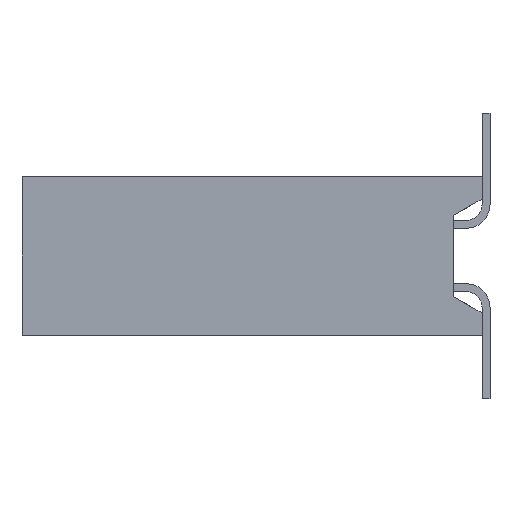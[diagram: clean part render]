
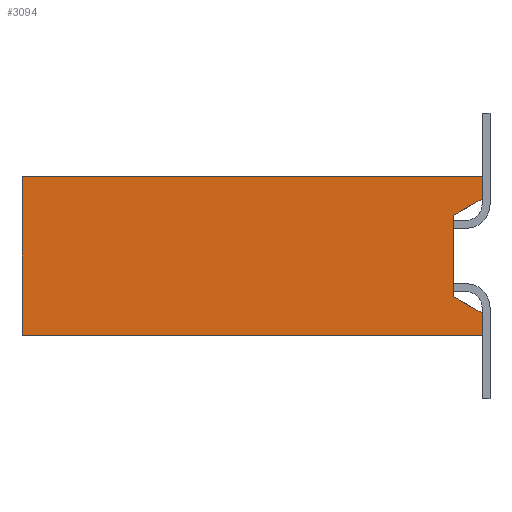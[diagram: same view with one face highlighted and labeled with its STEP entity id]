
A CAD part, left-side view. The second image highlights one B-rep face of the part: STEP entity #3094.
In plain terms, the highlighted planar face has unit normal (-1, 0, 0).
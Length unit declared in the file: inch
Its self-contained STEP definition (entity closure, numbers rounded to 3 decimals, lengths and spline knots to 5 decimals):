
#527=ORIENTED_EDGE('',*,*,#1219,.F.);
#528=ORIENTED_EDGE('',*,*,#1105,.T.);
#529=ORIENTED_EDGE('',*,*,#1161,.F.);
#530=ORIENTED_EDGE('',*,*,#1251,.F.);
#531=ORIENTED_EDGE('',*,*,#1155,.T.);
#532=ORIENTED_EDGE('',*,*,#1125,.T.);
#533=ORIENTED_EDGE('',*,*,#1250,.F.);
#534=ORIENTED_EDGE('',*,*,#1252,.F.);
#1105=EDGE_CURVE('',#1502,#1501,#1829,.T.);
#1125=EDGE_CURVE('',#1522,#1521,#1849,.T.);
#1155=EDGE_CURVE('',#1547,#1522,#1879,.T.);
#1161=EDGE_CURVE('',#1551,#1501,#1885,.T.);
#1219=EDGE_CURVE('',#1502,#1600,#1943,.T.);
#1250=EDGE_CURVE('',#1626,#1521,#1974,.T.);
#1251=EDGE_CURVE('',#1547,#1551,#1975,.T.);
#1252=EDGE_CURVE('',#1600,#1626,#1976,.T.);
#1501=VERTEX_POINT('',#4469);
#1502=VERTEX_POINT('',#4471);
#1521=VERTEX_POINT('',#4514);
#1522=VERTEX_POINT('',#4516);
#1547=VERTEX_POINT('',#4572);
#1551=VERTEX_POINT('',#4582);
#1600=VERTEX_POINT('',#4697);
#1626=VERTEX_POINT('',#4764);
#1829=LINE('',#4470,#2257);
#1849=LINE('',#4515,#2277);
#1879=LINE('',#4571,#2307);
#1885=LINE('',#4583,#2313);
#1943=LINE('',#4699,#2371);
#1974=LINE('',#4765,#2402);
#1975=LINE('',#4767,#2403);
#1976=LINE('',#4768,#2404);
#2257=VECTOR('',#3654,39.37008);
#2277=VECTOR('',#3684,39.37008);
#2307=VECTOR('',#3716,39.37008);
#2313=VECTOR('',#3724,39.37008);
#2371=VECTOR('',#3800,39.37008);
#2402=VECTOR('',#3849,39.37008);
#2403=VECTOR('',#3852,39.37008);
#2404=VECTOR('',#3853,39.37008);
#2619=EDGE_LOOP('',(#527,#528,#529,#530,#531,#532,#533,#534));
#2785=FACE_BOUND('',#2619,.T.);
#2941=PLANE('',#3290);
#3094=ADVANCED_FACE('',(#2785),#2941,.F.);
#3290=AXIS2_PLACEMENT_3D('',#4766,#3850,#3851);
#3654=DIRECTION('',(0.,0.,1.));
#3684=DIRECTION('',(0.,0.,1.));
#3716=DIRECTION('',(0.,-1.,0.));
#3724=DIRECTION('',(0.,-1.,0.));
#3800=DIRECTION('',(0.,0.866,-0.5));
#3849=DIRECTION('',(0.,-0.866,-0.5));
#3850=DIRECTION('',(1.,0.,0.));
#3851=DIRECTION('',(0.,0.,-1.));
#3852=DIRECTION('',(0.,0.,1.));
#3853=DIRECTION('',(0.,0.,-1.));
#4469=CARTESIAN_POINT('',(-0.2,0.,0.05));
#4470=CARTESIAN_POINT('',(-0.2,0.,-0.05));
#4471=CARTESIAN_POINT('',(-0.2,0.,0.036));
#4514=CARTESIAN_POINT('',(-0.2,0.,-0.036));
#4515=CARTESIAN_POINT('',(-0.2,0.,-0.05));
#4516=CARTESIAN_POINT('',(-0.2,0.,-0.05));
#4571=CARTESIAN_POINT('',(-0.2,0.29,-0.05));
#4572=CARTESIAN_POINT('',(-0.2,0.29,-0.05));
#4582=CARTESIAN_POINT('',(-0.2,0.29,0.05));
#4583=CARTESIAN_POINT('',(-0.2,0.29,0.05));
#4697=CARTESIAN_POINT('',(-0.2,0.018,0.02561));
#4699=CARTESIAN_POINT('',(-0.2,0.25474,-0.11107));
#4764=CARTESIAN_POINT('',(-0.2,0.018,-0.02561));
#4765=CARTESIAN_POINT('',(-0.2,0.21144,0.08607));
#4766=CARTESIAN_POINT('',(-0.2,0.29,-0.05));
#4767=CARTESIAN_POINT('',(-0.2,0.29,-0.05));
#4768=CARTESIAN_POINT('',(-0.2,0.018,-0.05));
